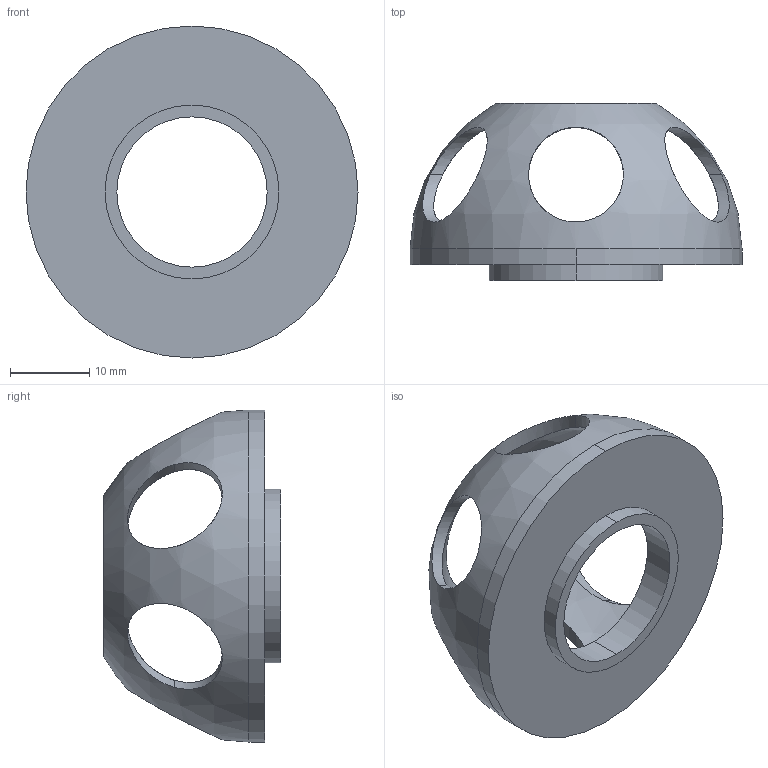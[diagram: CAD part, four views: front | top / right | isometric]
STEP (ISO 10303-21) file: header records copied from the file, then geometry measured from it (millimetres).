
FILE_DESCRIPTION (( 'STEP AP214' ), '1' );
FILE_NAME ('CustomFilter_v3_standoff_v2.STEP', '2020-04-03T22:19:58', ( '' ), ( '' ), 'SwSTEP 2.0', 'SolidWorks 2020', '' );
FILE_SCHEMA (( 'AUTOMOTIVE_DESIGN' ));
Length unit declared in the file: millimetre
Products named in the file (1): CustomFilter_v3_standoff_v2
Bounding box: 42 x 22.4 x 42 mm (x, y, z)
Volume: 4602.4 mm3; surface area: 6093.2 mm2
Topology: 1 solids, 1 shells, 27 faces, 74 edges, 48 vertices
Faces by surface type: cylinder 20, plane 3, torus 2, sphere 2
Entity records: 1799 total; most frequent: CARTESIAN_POINT 1121, ORIENTED_EDGE 132, DIRECTION 120, EDGE_CURVE 66, AXIS2_PLACEMENT_3D 50, EDGE_LOOP 44, VERTEX_POINT 44, ADVANCED_FACE 27
